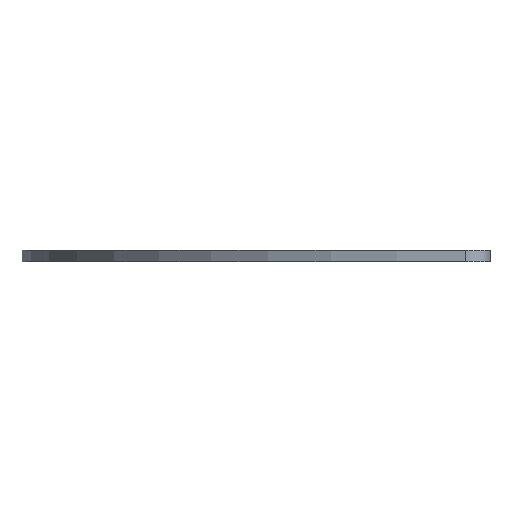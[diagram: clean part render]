
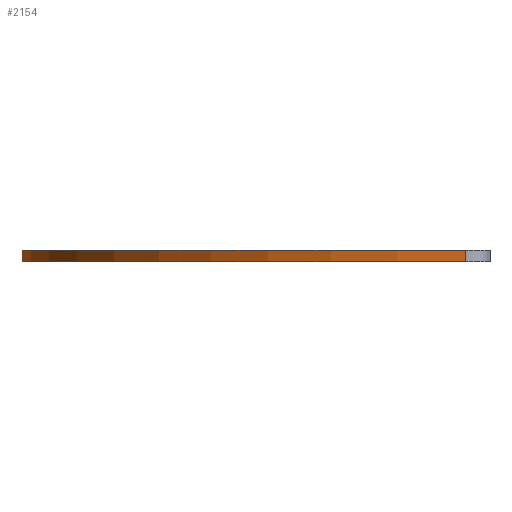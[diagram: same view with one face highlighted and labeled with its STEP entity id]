
A CAD part, left-side view. The second image highlights one B-rep face of the part: STEP entity #2154.
In plain terms, the highlighted cylindrical face has radius 40 mm (diameter 80 mm), a partial arc.
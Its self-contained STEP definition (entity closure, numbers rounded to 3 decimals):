
#146=FACE_OUTER_BOUND('',#255,.T.);
#255=EDGE_LOOP('',(#1628,#1629,#1630,#1631));
#446=LINE('',#3350,#693);
#447=LINE('',#3356,#694);
#693=VECTOR('',#2706,10.);
#694=VECTOR('',#2713,10.);
#847=CIRCLE('',#2316,40.);
#848=CIRCLE('',#2317,40.);
#999=VERTEX_POINT('',#3347);
#1000=VERTEX_POINT('',#3349);
#1001=VERTEX_POINT('',#3353);
#1002=VERTEX_POINT('',#3355);
#1259=EDGE_CURVE('',#1000,#999,#446,.T.);
#1261=EDGE_CURVE('',#999,#1001,#847,.T.);
#1262=EDGE_CURVE('',#1002,#1001,#447,.T.);
#1263=EDGE_CURVE('',#1000,#1002,#848,.T.);
#1628=ORIENTED_EDGE('',*,*,#1261,.T.);
#1629=ORIENTED_EDGE('',*,*,#1262,.F.);
#1630=ORIENTED_EDGE('',*,*,#1263,.F.);
#1631=ORIENTED_EDGE('',*,*,#1259,.T.);
#2082=CYLINDRICAL_SURFACE('',#2315,40.);
#2154=ADVANCED_FACE('',(#146),#2082,.T.);
#2315=AXIS2_PLACEMENT_3D('',#3352,#2709,#2710);
#2316=AXIS2_PLACEMENT_3D('',#3354,#2711,#2712);
#2317=AXIS2_PLACEMENT_3D('',#3357,#2714,#2715);
#2706=DIRECTION('',(0.,0.,1.));
#2709=DIRECTION('center_axis',(0.,0.,1.));
#2710=DIRECTION('ref_axis',(-0.053,0.999,0.));
#2711=DIRECTION('center_axis',(0.,0.,-1.));
#2712=DIRECTION('ref_axis',(-0.053,0.999,0.));
#2713=DIRECTION('',(0.,0.,1.));
#2714=DIRECTION('center_axis',(0.,0.,-1.));
#2715=DIRECTION('ref_axis',(-0.053,0.999,0.));
#3347=CARTESIAN_POINT('',(-19.945,-17.895,1.));
#3349=CARTESIAN_POINT('',(-19.945,-17.895,0.));
#3350=CARTESIAN_POINT('',(-19.945,-17.895,0.));
#3352=CARTESIAN_POINT('Origin',(20.,-20.,0.));
#3353=CARTESIAN_POINT('',(17.895,19.945,1.));
#3354=CARTESIAN_POINT('Origin',(20.,-20.,1.));
#3355=CARTESIAN_POINT('',(17.895,19.945,0.));
#3356=CARTESIAN_POINT('',(17.895,19.945,0.));
#3357=CARTESIAN_POINT('Origin',(20.,-20.,0.));
